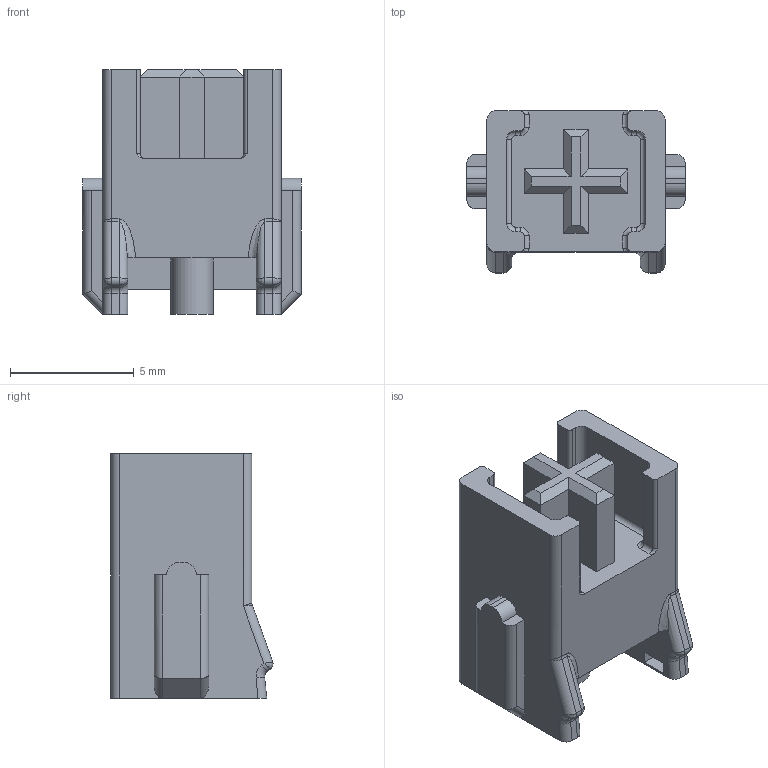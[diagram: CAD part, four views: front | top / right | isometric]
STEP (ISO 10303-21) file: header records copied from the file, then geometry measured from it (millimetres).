
FILE_DESCRIPTION(/* description */ (''),/* implementation_level */ '2;1');
FILE_NAME(/* name */ 'Moyai v45.step',/* time_stamp */ '2021-02-15T23:41:31+01:00',/* author */ (''),/* organization */ (''),/* preprocessor_version */ 'ST-DEVELOPER v18.1',/* originating_system */ 'Autodesk Translation Framework v9.7.1.1290',/* authorisation */ '');
FILE_SCHEMA (('AUTOMOTIVE_DESIGN { 1 0 10303 214 3 1 1 }'));
Length unit declared in the file: millimetre
Products named in the file (2): Moyai; Slider
Assembly tree (1 placements, depth 2):
  Moyai
    Slider
Bounding box: 8.82 x 6.55 x 9.9 mm (x, y, z)
Volume: 210.4 mm3; surface area: 548.2 mm2
Topology: 1 solids, 1 shells, 163 faces, 409 edges, 244 vertices
Faces by surface type: plane 80, cylinder 58, torus 12, bspline 12, cone 1
Full cylindrical faces by diameter (mm): 1.7 x1, 3.3 x1
Entity records: 5066 total; most frequent: CARTESIAN_POINT 1110, DIRECTION 837, ORIENTED_EDGE 806, EDGE_CURVE 403, AXIS2_PLACEMENT_3D 286, LINE 265, VECTOR 265, VERTEX_POINT 244
